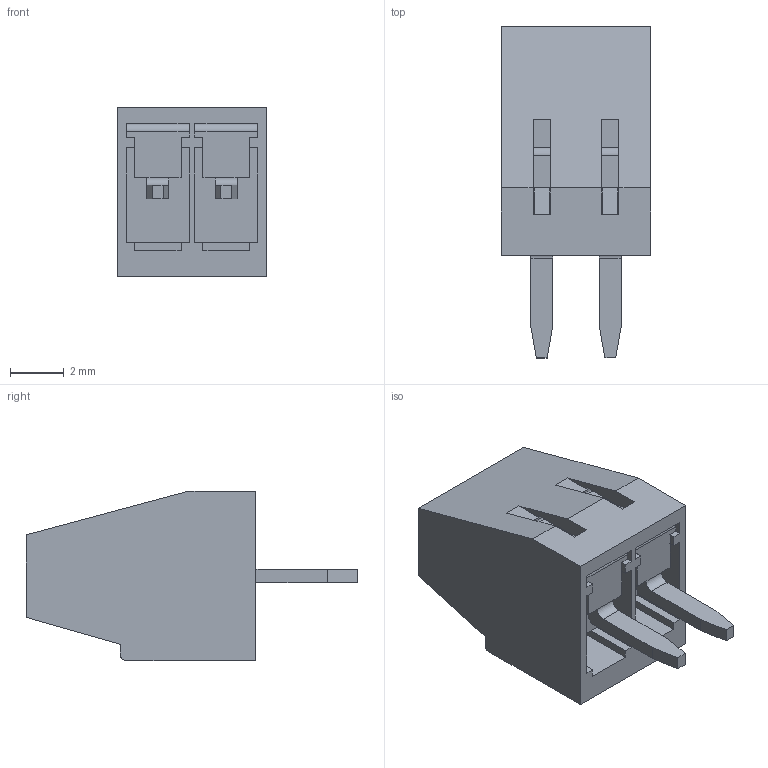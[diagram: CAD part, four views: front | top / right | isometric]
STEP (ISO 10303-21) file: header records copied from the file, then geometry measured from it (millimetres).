
FILE_DESCRIPTION (( 'STEP AP214' ), '1' );
FILE_NAME ('DG308-2.STEP', '2019-02-25T12:51:32', ( '' ), ( '' ), 'SwSTEP 2.0', 'SolidWorks 2018', '' );
FILE_SCHEMA (( 'AUTOMOTIVE_DESIGN' ));
Length unit declared in the file: millimetre
Products named in the file (1): DG308-2
Bounding box: 5.53 x 12.3 x 6.27 mm (x, y, z)
Volume: 161.6 mm3; surface area: 758.6 mm2
Topology: 7 solids, 7 shells, 228 faces, 602 edges, 396 vertices
Faces by surface type: plane 187, cylinder 33, cone 4, torus 4
Entity records: 9592 total; most frequent: CARTESIAN_POINT 1227, ORIENTED_EDGE 1204, DIRECTION 1138, EDGE_CURVE 602, LINE 524, VECTOR 524, VERTEX_POINT 396, AXIS2_PLACEMENT_3D 307
